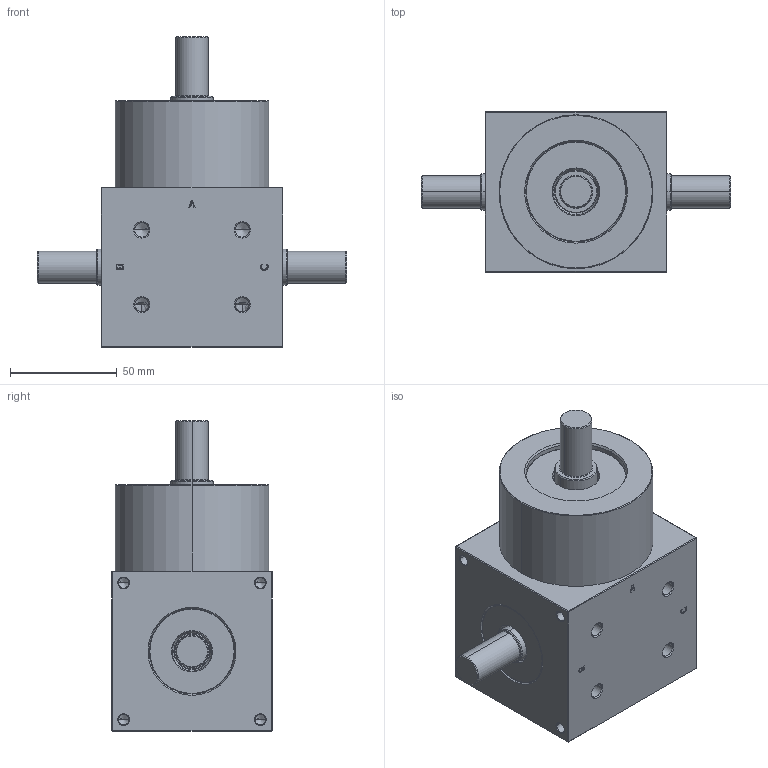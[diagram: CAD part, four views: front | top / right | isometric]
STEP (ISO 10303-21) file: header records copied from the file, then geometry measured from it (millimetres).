
FILE_DESCRIPTION(('STEP AP214'),'1');
FILE_NAME('_01_-_abc.stp','2017-07-06T13:37:14',('TraceParts'),('TraceParts S.A.'),'Spatial InterOp 3D',' ',' ');
FILE_SCHEMA(('automotive_design'));
Length unit declared in the file: millimetre
Products named in the file (1): dz_201_–_01_-_abc
Bounding box: 145 x 75 x 145.5 mm (x, y, z)
Volume: 639439 mm3; surface area: 58644.6 mm2
Topology: 1 solids, 1 shells, 328 faces, 758 edges, 454 vertices
Faces by surface type: bspline 102, plane 98, cone 86, cylinder 36, torus 6
Entity records: 14318 total; most frequent: CARTESIAN_POINT 3555, ORIENTED_EDGE 1504, DIRECTION 1260, EDGE_CURVE 752, PRESENTATION_STYLE_ASSIGNMENT 633, COLOUR_RGB 633, VERTEX_POINT 460, AXIS2_PLACEMENT_3D 441
